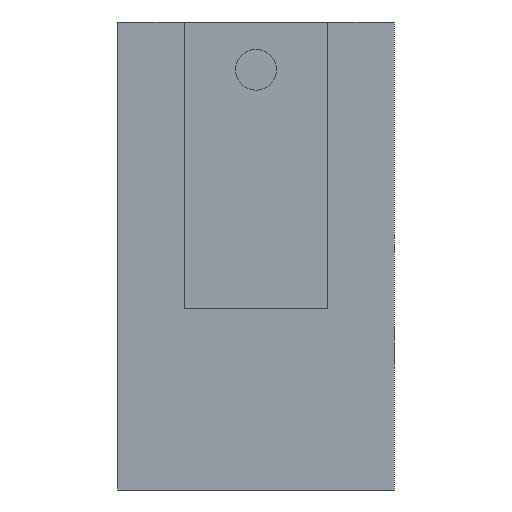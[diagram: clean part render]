
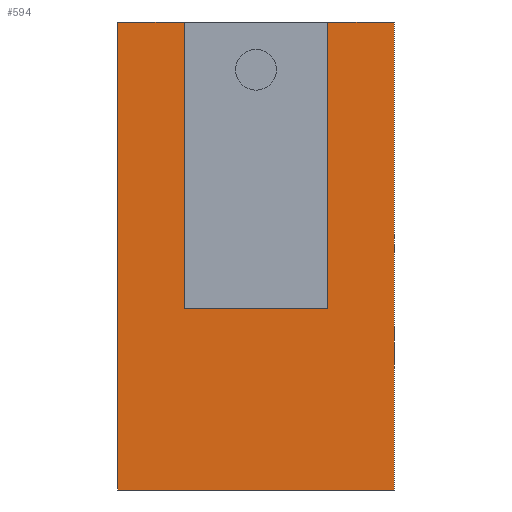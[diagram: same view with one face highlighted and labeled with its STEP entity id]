
A CAD part, front view. The second image highlights one B-rep face of the part: STEP entity #594.
In plain terms, the highlighted planar face has unit normal (0, -1, 0).
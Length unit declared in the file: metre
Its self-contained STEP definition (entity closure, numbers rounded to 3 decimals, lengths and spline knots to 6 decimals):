
#101=ORIENTED_EDGE('',*,*,#249,.F.);
#102=ORIENTED_EDGE('',*,*,#204,.T.);
#103=ORIENTED_EDGE('',*,*,#250,.T.);
#104=ORIENTED_EDGE('',*,*,#251,.F.);
#105=ORIENTED_EDGE('',*,*,#241,.T.);
#106=ORIENTED_EDGE('',*,*,#252,.F.);
#107=ORIENTED_EDGE('',*,*,#246,.F.);
#108=ORIENTED_EDGE('',*,*,#253,.F.);
#204=EDGE_CURVE('',#285,#286,#340,.T.);
#241=EDGE_CURVE('',#314,#313,#369,.T.);
#246=EDGE_CURVE('',#317,#318,#373,.T.);
#249=EDGE_CURVE('',#285,#319,#376,.T.);
#250=EDGE_CURVE('',#286,#320,#377,.T.);
#251=EDGE_CURVE('',#314,#320,#378,.T.);
#252=EDGE_CURVE('',#318,#313,#379,.T.);
#253=EDGE_CURVE('',#319,#317,#380,.T.);
#285=VERTEX_POINT('',#862);
#286=VERTEX_POINT('',#863);
#313=VERTEX_POINT('',#934);
#314=VERTEX_POINT('',#936);
#317=VERTEX_POINT('',#944);
#318=VERTEX_POINT('',#946);
#319=VERTEX_POINT('',#952);
#320=VERTEX_POINT('',#954);
#340=LINE('',#861,#407);
#369=LINE('',#935,#436);
#373=LINE('',#945,#440);
#376=LINE('',#951,#443);
#377=LINE('',#953,#444);
#378=LINE('',#955,#445);
#379=LINE('',#956,#446);
#380=LINE('',#957,#447);
#407=VECTOR('',#692,1.);
#436=VECTOR('',#753,1.);
#440=VECTOR('',#761,1.);
#443=VECTOR('',#768,1.);
#444=VECTOR('',#769,1.);
#445=VECTOR('',#770,1.);
#446=VECTOR('',#771,1.);
#447=VECTOR('',#772,1.);
#482=EDGE_LOOP('',(#101,#102,#103,#104,#105,#106,#107,#108));
#527=FACE_BOUND('',#482,.T.);
#565=PLANE('',#650);
#594=ADVANCED_FACE('',(#527),#565,.T.);
#650=AXIS2_PLACEMENT_3D('',#950,#766,#767);
#692=DIRECTION('',(-1.,0.,0.));
#753=DIRECTION('',(0.,0.,-1.));
#761=DIRECTION('',(0.,0.,-1.));
#766=DIRECTION('',(0.,-1.,0.));
#767=DIRECTION('',(1.,0.,0.));
#768=DIRECTION('',(0.,0.,1.));
#769=DIRECTION('',(0.,0.,1.));
#770=DIRECTION('',(1.,0.,0.));
#771=DIRECTION('',(-1.,0.,0.));
#772=DIRECTION('',(1.,0.,0.));
#861=CARTESIAN_POINT('',(0.,-0.0025,-0.011));
#862=CARTESIAN_POINT('',(0.0075,-0.0025,-0.011));
#863=CARTESIAN_POINT('',(-0.0075,-0.0025,-0.011));
#934=CARTESIAN_POINT('',(-0.0145,-0.0025,-0.03));
#935=CARTESIAN_POINT('',(-0.0145,-0.0025,-0.00425));
#936=CARTESIAN_POINT('',(-0.0145,-0.0025,0.019));
#944=CARTESIAN_POINT('',(0.0145,-0.0025,0.019));
#945=CARTESIAN_POINT('',(0.0145,-0.0025,-0.00425));
#946=CARTESIAN_POINT('',(0.0145,-0.0025,-0.03));
#950=CARTESIAN_POINT('',(0.,-0.0025,-0.00425));
#951=CARTESIAN_POINT('',(0.0075,-0.0025,0.004));
#952=CARTESIAN_POINT('',(0.0075,-0.0025,0.019));
#953=CARTESIAN_POINT('',(-0.0075,-0.0025,0.004));
#954=CARTESIAN_POINT('',(-0.0075,-0.0025,0.019));
#955=CARTESIAN_POINT('',(0.,-0.0025,0.019));
#956=CARTESIAN_POINT('',(0.,-0.0025,-0.03));
#957=CARTESIAN_POINT('',(0.,-0.0025,0.019));
